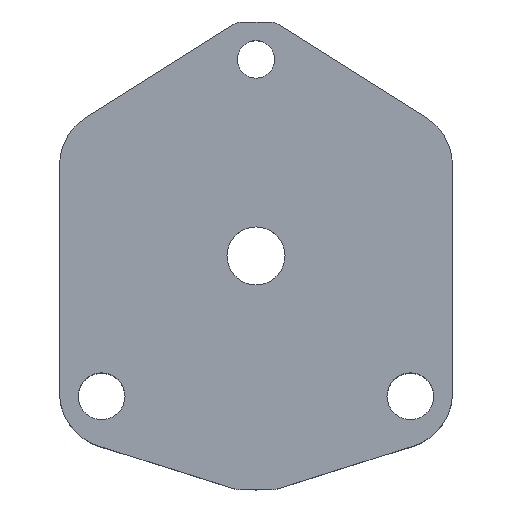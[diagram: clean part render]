
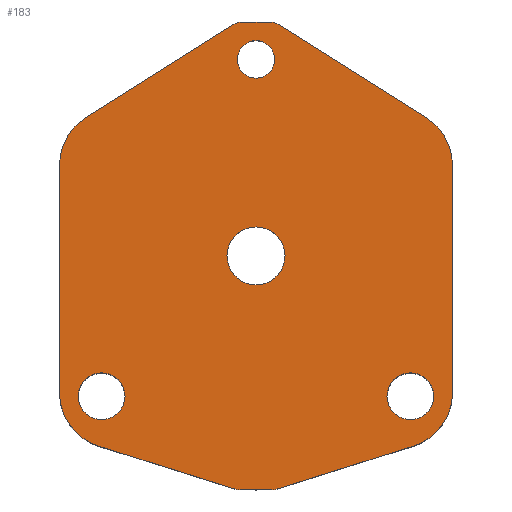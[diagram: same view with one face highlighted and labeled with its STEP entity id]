
A CAD part, top view. The second image highlights one B-rep face of the part: STEP entity #183.
In plain terms, the highlighted planar face has unit normal (0, 0, 1).
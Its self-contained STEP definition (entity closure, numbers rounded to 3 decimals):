
#82=FACE_BOUND('',#297,.T.);
#83=FACE_BOUND('',#298,.T.);
#84=FACE_BOUND('',#299,.T.);
#85=FACE_BOUND('',#300,.T.);
#86=FACE_BOUND('',#301,.T.);
#120=CIRCLE('',#965,1.25);
#121=CIRCLE('',#967,1.25);
#122=CIRCLE('',#969,1.);
#130=CIRCLE('',#996,3.);
#131=CIRCLE('',#998,3.);
#132=CIRCLE('',#1000,3.);
#133=CIRCLE('',#1002,3.);
#134=CIRCLE('',#1004,1.);
#135=CIRCLE('',#1006,1.);
#136=CIRCLE('',#1008,1.);
#137=CIRCLE('',#1010,1.);
#138=CIRCLE('',#1016,1.55);
#183=ADVANCED_FACE('',(#82,#83,#84,#85,#86),#206,.T.);
#206=PLANE('',#1017);
#297=EDGE_LOOP('',(#534));
#298=EDGE_LOOP('',(#535,#536,#537,#538,#539,#540,#541,#542,#543,#544,#545,
#546,#547,#548,#549,#550));
#299=EDGE_LOOP('',(#551));
#300=EDGE_LOOP('',(#552));
#301=EDGE_LOOP('',(#553));
#534=ORIENTED_EDGE('',*,*,#769,.T.);
#535=ORIENTED_EDGE('',*,*,#645,.T.);
#536=ORIENTED_EDGE('',*,*,#764,.T.);
#537=ORIENTED_EDGE('',*,*,#754,.T.);
#538=ORIENTED_EDGE('',*,*,#768,.T.);
#539=ORIENTED_EDGE('',*,*,#716,.T.);
#540=ORIENTED_EDGE('',*,*,#767,.T.);
#541=ORIENTED_EDGE('',*,*,#750,.T.);
#542=ORIENTED_EDGE('',*,*,#761,.T.);
#543=ORIENTED_EDGE('',*,*,#651,.T.);
#544=ORIENTED_EDGE('',*,*,#762,.T.);
#545=ORIENTED_EDGE('',*,*,#746,.T.);
#546=ORIENTED_EDGE('',*,*,#765,.T.);
#547=ORIENTED_EDGE('',*,*,#690,.T.);
#548=ORIENTED_EDGE('',*,*,#766,.T.);
#549=ORIENTED_EDGE('',*,*,#758,.T.);
#550=ORIENTED_EDGE('',*,*,#763,.T.);
#551=ORIENTED_EDGE('',*,*,#724,.T.);
#552=ORIENTED_EDGE('',*,*,#723,.T.);
#553=ORIENTED_EDGE('',*,*,#725,.T.);
#557=VERTEX_POINT('',#1292);
#558=VERTEX_POINT('',#1294);
#563=VERTEX_POINT('',#1305);
#564=VERTEX_POINT('',#1307);
#597=VERTEX_POINT('',#1383);
#598=VERTEX_POINT('',#1385);
#619=VERTEX_POINT('',#1434);
#620=VERTEX_POINT('',#1436);
#623=VERTEX_POINT('',#1448);
#624=VERTEX_POINT('',#1451);
#625=VERTEX_POINT('',#1454);
#635=VERTEX_POINT('',#1499);
#636=VERTEX_POINT('',#1501);
#637=VERTEX_POINT('',#1506);
#638=VERTEX_POINT('',#1508);
#639=VERTEX_POINT('',#1513);
#640=VERTEX_POINT('',#1515);
#641=VERTEX_POINT('',#1520);
#642=VERTEX_POINT('',#1522);
#643=VERTEX_POINT('',#1547);
#645=EDGE_CURVE('',#558,#557,#771,.T.);
#651=EDGE_CURVE('',#564,#563,#775,.T.);
#690=EDGE_CURVE('',#598,#597,#795,.T.);
#716=EDGE_CURVE('',#620,#619,#811,.T.);
#723=EDGE_CURVE('',#623,#623,#120,.T.);
#724=EDGE_CURVE('',#624,#624,#121,.T.);
#725=EDGE_CURVE('',#625,#625,#122,.T.);
#746=EDGE_CURVE('',#636,#635,#831,.T.);
#750=EDGE_CURVE('',#638,#637,#835,.T.);
#754=EDGE_CURVE('',#640,#639,#839,.T.);
#758=EDGE_CURVE('',#642,#641,#843,.T.);
#761=EDGE_CURVE('',#637,#564,#130,.T.);
#762=EDGE_CURVE('',#563,#636,#131,.T.);
#763=EDGE_CURVE('',#641,#558,#132,.T.);
#764=EDGE_CURVE('',#557,#640,#133,.T.);
#765=EDGE_CURVE('',#635,#598,#134,.T.);
#766=EDGE_CURVE('',#597,#642,#135,.T.);
#767=EDGE_CURVE('',#619,#638,#136,.T.);
#768=EDGE_CURVE('',#639,#620,#137,.T.);
#769=EDGE_CURVE('',#643,#643,#138,.T.);
#771=LINE('',#1293,#847);
#775=LINE('',#1306,#851);
#795=LINE('',#1384,#871);
#811=LINE('',#1435,#887);
#831=LINE('',#1500,#907);
#835=LINE('',#1507,#911);
#839=LINE('',#1514,#915);
#843=LINE('',#1521,#919);
#847=VECTOR('',#1022,1.);
#851=VECTOR('',#1032,1.);
#871=VECTOR('',#1100,1.);
#887=VECTOR('',#1142,1.);
#907=VECTOR('',#1220,1.);
#911=VECTOR('',#1226,1.);
#915=VECTOR('',#1232,1.);
#919=VECTOR('',#1238,1.);
#965=AXIS2_PLACEMENT_3D('',#1447,#1153,#1154);
#967=AXIS2_PLACEMENT_3D('',#1450,#1157,#1158);
#969=AXIS2_PLACEMENT_3D('',#1453,#1161,#1162);
#996=AXIS2_PLACEMENT_3D('',#1526,#1243,#1244);
#998=AXIS2_PLACEMENT_3D('',#1528,#1247,#1248);
#1000=AXIS2_PLACEMENT_3D('',#1530,#1251,#1252);
#1002=AXIS2_PLACEMENT_3D('',#1532,#1255,#1256);
#1004=AXIS2_PLACEMENT_3D('',#1534,#1259,#1260);
#1006=AXIS2_PLACEMENT_3D('',#1536,#1263,#1264);
#1008=AXIS2_PLACEMENT_3D('',#1538,#1267,#1268);
#1010=AXIS2_PLACEMENT_3D('',#1540,#1271,#1272);
#1016=AXIS2_PLACEMENT_3D('',#1546,#1283,#1284);
#1017=AXIS2_PLACEMENT_3D('',#1548,#1285,#1286);
#1022=DIRECTION('',(0.,-1.,0.));
#1032=DIRECTION('',(0.,1.,0.));
#1100=DIRECTION('',(-1.,0.,0.));
#1142=DIRECTION('',(1.,0.,0.));
#1153=DIRECTION('',(0.,0.,-1.));
#1154=DIRECTION('',(1.,0.,0.));
#1157=DIRECTION('',(0.,0.,-1.));
#1158=DIRECTION('',(1.,0.,0.));
#1161=DIRECTION('',(0.,0.,-1.));
#1162=DIRECTION('',(1.,0.,0.));
#1220=DIRECTION('',(-0.845,0.534,0.));
#1226=DIRECTION('',(0.954,0.301,0.));
#1232=DIRECTION('',(0.954,-0.301,0.));
#1238=DIRECTION('',(-0.845,-0.534,0.));
#1243=DIRECTION('',(0.,0.,1.));
#1244=DIRECTION('',(1.,0.,0.));
#1247=DIRECTION('',(0.,0.,1.));
#1248=DIRECTION('',(1.,0.,0.));
#1251=DIRECTION('',(0.,0.,1.));
#1252=DIRECTION('',(1.,0.,0.));
#1255=DIRECTION('',(0.,0.,1.));
#1256=DIRECTION('',(1.,0.,0.));
#1259=DIRECTION('',(0.,0.,1.));
#1260=DIRECTION('',(1.,0.,0.));
#1263=DIRECTION('',(0.,0.,1.));
#1264=DIRECTION('',(1.,0.,0.));
#1267=DIRECTION('',(0.,0.,1.));
#1268=DIRECTION('',(1.,0.,0.));
#1271=DIRECTION('',(0.,0.,1.));
#1272=DIRECTION('',(1.,0.,0.));
#1283=DIRECTION('',(0.,0.,-1.));
#1284=DIRECTION('',(-1.,0.,0.));
#1285=DIRECTION('',(0.,0.,1.));
#1286=DIRECTION('',(1.,0.,0.));
#1292=CARTESIAN_POINT('',(-10.5,-7.301,9.));
#1293=CARTESIAN_POINT('',(-10.5,4.846,9.));
#1294=CARTESIAN_POINT('',(-10.5,4.846,9.));
#1305=CARTESIAN_POINT('',(10.5,4.846,9.));
#1306=CARTESIAN_POINT('',(10.5,-7.301,9.));
#1307=CARTESIAN_POINT('',(10.5,-7.301,9.));
#1383=CARTESIAN_POINT('',(-0.711,12.5,9.));
#1384=CARTESIAN_POINT('',(0.711,12.5,9.));
#1385=CARTESIAN_POINT('',(0.711,12.5,9.));
#1434=CARTESIAN_POINT('',(0.846,-12.5,9.));
#1435=CARTESIAN_POINT('',(-0.846,-12.5,9.));
#1436=CARTESIAN_POINT('',(-0.846,-12.5,9.));
#1447=CARTESIAN_POINT('',(-8.25,-7.5,9.));
#1448=CARTESIAN_POINT('',(-7.,-7.5,9.));
#1450=CARTESIAN_POINT('',(8.25,-7.5,9.));
#1451=CARTESIAN_POINT('',(9.5,-7.5,9.));
#1453=CARTESIAN_POINT('',(0.,10.5,9.));
#1454=CARTESIAN_POINT('',(1.,10.5,9.));
#1499=CARTESIAN_POINT('',(1.245,12.345,9.));
#1500=CARTESIAN_POINT('',(9.102,7.383,9.));
#1501=CARTESIAN_POINT('',(9.102,7.383,9.));
#1506=CARTESIAN_POINT('',(8.403,-10.162,9.));
#1507=CARTESIAN_POINT('',(1.147,-12.454,9.));
#1508=CARTESIAN_POINT('',(1.147,-12.454,9.));
#1513=CARTESIAN_POINT('',(-1.147,-12.454,9.));
#1514=CARTESIAN_POINT('',(-8.403,-10.162,9.));
#1515=CARTESIAN_POINT('',(-8.403,-10.162,9.));
#1520=CARTESIAN_POINT('',(-9.102,7.383,9.));
#1521=CARTESIAN_POINT('',(-1.245,12.345,9.));
#1522=CARTESIAN_POINT('',(-1.245,12.345,9.));
#1526=CARTESIAN_POINT('',(7.5,-7.301,9.));
#1528=CARTESIAN_POINT('',(7.5,4.846,9.));
#1530=CARTESIAN_POINT('',(-7.5,4.846,9.));
#1532=CARTESIAN_POINT('',(-7.5,-7.301,9.));
#1534=CARTESIAN_POINT('',(0.711,11.5,9.));
#1536=CARTESIAN_POINT('',(-0.711,11.5,9.));
#1538=CARTESIAN_POINT('',(0.846,-11.5,9.));
#1540=CARTESIAN_POINT('',(-0.846,-11.5,9.));
#1546=CARTESIAN_POINT('',(0.,0.,9.));
#1547=CARTESIAN_POINT('',(-1.55,0.,9.));
#1548=CARTESIAN_POINT('',(-7.5,-7.301,9.));
